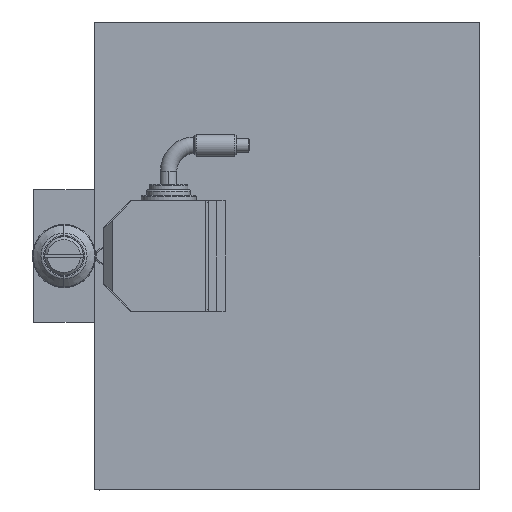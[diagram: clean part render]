
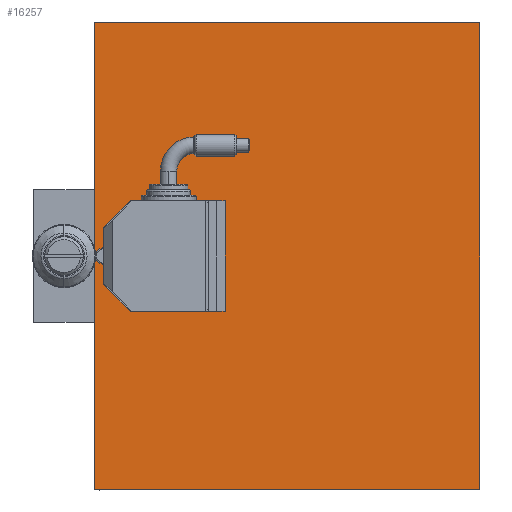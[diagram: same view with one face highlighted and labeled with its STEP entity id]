
A CAD part, left-side view. The second image highlights one B-rep face of the part: STEP entity #16257.
In plain terms, the highlighted face is planar.
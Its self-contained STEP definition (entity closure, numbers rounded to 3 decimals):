
#484 = DIRECTION ( 'NONE',  ( 0., 0.707, 0.707 ) ) ;
#2407 = LINE ( 'NONE', #48786, #24540 ) ;
#3123 = AXIS2_PLACEMENT_3D ( 'NONE', #44319, #9816, #32405 ) ;
#4266 = CARTESIAN_POINT ( 'NONE',  ( 155., 77.35, -77.35 ) ) ;
#7044 = CARTESIAN_POINT ( 'NONE',  ( 155., -69.7, -85. ) ) ;
#7175 = ORIENTED_EDGE ( 'NONE', *, *, #44185, .T. ) ;
#7893 = DIRECTION ( 'NONE',  ( 0., 0., -1. ) ) ;
#9816 = DIRECTION ( 'NONE',  ( 1., 0., 0. ) ) ;
#14049 = DIRECTION ( 'NONE',  ( 0., 1., 0. ) ) ;
#14073 = LINE ( 'NONE', #44760, #39557 ) ;
#16257 = ADVANCED_FACE ( 'NONE', ( #28836 ), #21491, .T. ) ;
#16752 = EDGE_CURVE ( 'NONE', #39473, #26070, #14073, .T. ) ;
#17693 = LINE ( 'NONE', #21235, #44388 ) ;
#17940 = DIRECTION ( 'NONE',  ( 0., 0.707, -0.707 ) ) ;
#20020 = VERTEX_POINT ( 'NONE', #44294 ) ;
#20314 = VERTEX_POINT ( 'NONE', #25391 ) ;
#21235 = CARTESIAN_POINT ( 'NONE',  ( 155., -77.35, -77.35 ) ) ;
#21335 = CARTESIAN_POINT ( 'NONE',  ( 155., 70., -84.7 ) ) ;
#21491 = PLANE ( 'NONE',  #3123 ) ;
#22834 = ORIENTED_EDGE ( 'NONE', *, *, #16752, .T. ) ;
#24293 = LINE ( 'NONE', #4266, #33820 ) ;
#24540 = VECTOR ( 'NONE', #14049, 1000. ) ;
#24753 = CARTESIAN_POINT ( 'NONE',  ( 155., 70., -85. ) ) ;
#24836 = ORIENTED_EDGE ( 'NONE', *, *, #43948, .T. ) ;
#25262 = DIRECTION ( 'NONE',  ( 0., 0., 1. ) ) ;
#25391 = CARTESIAN_POINT ( 'NONE',  ( 155., 69.7, -85. ) ) ;
#25623 = LINE ( 'NONE', #36525, #45147 ) ;
#25736 = DIRECTION ( 'NONE',  ( 0., -0.707, 0.707 ) ) ;
#26070 = VERTEX_POINT ( 'NONE', #42771 ) ;
#26173 = EDGE_CURVE ( 'NONE', #48897, #39473, #36921, .T. ) ;
#26919 = DIRECTION ( 'NONE',  ( 0., -1., 0. ) ) ;
#26924 = CARTESIAN_POINT ( 'NONE',  ( 155., -70., 85. ) ) ;
#27213 = VECTOR ( 'NONE', #7893, 1000. ) ;
#28836 = FACE_OUTER_BOUND ( 'NONE', #42730, .T. ) ;
#28918 = DIRECTION ( 'NONE',  ( 0., -0.707, -0.707 ) ) ;
#28997 = EDGE_CURVE ( 'NONE', #35917, #20314, #2407, .T. ) ;
#29540 = VECTOR ( 'NONE', #26919, 1000. ) ;
#30727 = LINE ( 'NONE', #46186, #29540 ) ;
#32405 = DIRECTION ( 'NONE',  ( 0., 0., -1. ) ) ;
#33695 = EDGE_CURVE ( 'NONE', #26070, #49137, #30727, .T. ) ;
#33810 = ORIENTED_EDGE ( 'NONE', *, *, #28997, .T. ) ;
#33820 = VECTOR ( 'NONE', #484, 1000. ) ;
#34533 = LINE ( 'NONE', #26924, #27213 ) ;
#34959 = VECTOR ( 'NONE', #25262, 1000. ) ;
#35917 = VERTEX_POINT ( 'NONE', #7044 ) ;
#35964 = ORIENTED_EDGE ( 'NONE', *, *, #45570, .T. ) ;
#36525 = CARTESIAN_POINT ( 'NONE',  ( 155., -77.35, 77.35 ) ) ;
#36921 = LINE ( 'NONE', #24753, #34959 ) ;
#39473 = VERTEX_POINT ( 'NONE', #45633 ) ;
#39557 = VECTOR ( 'NONE', #25736, 1000. ) ;
#40240 = EDGE_CURVE ( 'NONE', #48479, #20020, #34533, .T. ) ;
#42730 = EDGE_LOOP ( 'NONE', ( #33810, #7175, #43599, #22834, #45726, #24836, #47295, #35964 ) ) ;
#42771 = CARTESIAN_POINT ( 'NONE',  ( 155., 69.7, 85. ) ) ;
#43599 = ORIENTED_EDGE ( 'NONE', *, *, #26173, .T. ) ;
#43948 = EDGE_CURVE ( 'NONE', #49137, #48479, #25623, .T. ) ;
#44185 = EDGE_CURVE ( 'NONE', #20314, #48897, #24293, .T. ) ;
#44294 = CARTESIAN_POINT ( 'NONE',  ( 155., -70., -84.7 ) ) ;
#44319 = CARTESIAN_POINT ( 'NONE',  ( 155., 0., 0. ) ) ;
#44388 = VECTOR ( 'NONE', #17940, 1000. ) ;
#44760 = CARTESIAN_POINT ( 'NONE',  ( 155., 77.35, 77.35 ) ) ;
#45147 = VECTOR ( 'NONE', #28918, 1000. ) ;
#45570 = EDGE_CURVE ( 'NONE', #20020, #35917, #17693, .T. ) ;
#45633 = CARTESIAN_POINT ( 'NONE',  ( 155., 70., 84.7 ) ) ;
#45726 = ORIENTED_EDGE ( 'NONE', *, *, #33695, .T. ) ;
#46186 = CARTESIAN_POINT ( 'NONE',  ( 155., 70., 85. ) ) ;
#46508 = CARTESIAN_POINT ( 'NONE',  ( 155., -70., 84.7 ) ) ;
#47295 = ORIENTED_EDGE ( 'NONE', *, *, #40240, .T. ) ;
#47376 = CARTESIAN_POINT ( 'NONE',  ( 155., -69.7, 85. ) ) ;
#48479 = VERTEX_POINT ( 'NONE', #46508 ) ;
#48786 = CARTESIAN_POINT ( 'NONE',  ( 155., -70., -85. ) ) ;
#48897 = VERTEX_POINT ( 'NONE', #21335 ) ;
#49137 = VERTEX_POINT ( 'NONE', #47376 ) ;
